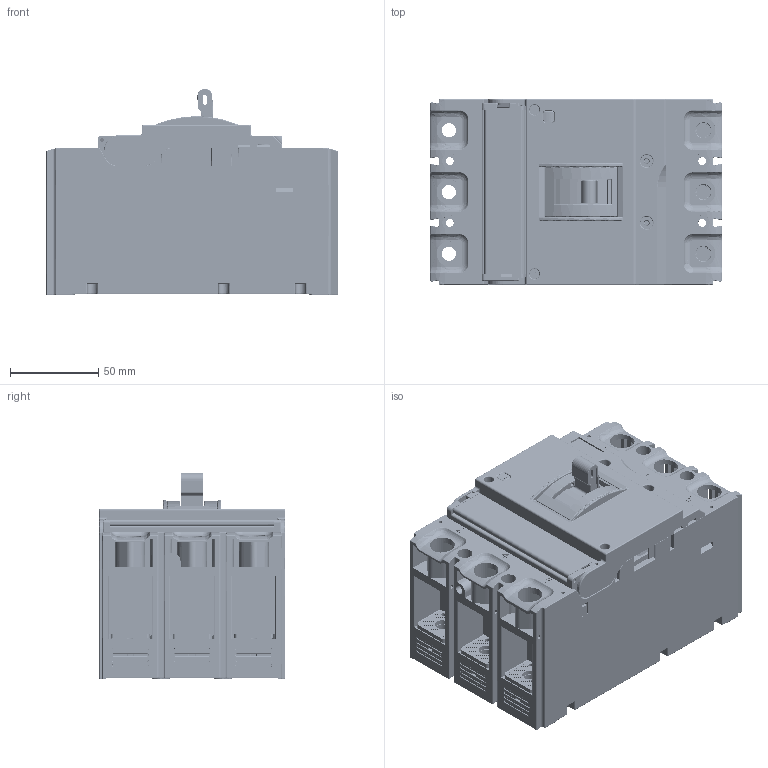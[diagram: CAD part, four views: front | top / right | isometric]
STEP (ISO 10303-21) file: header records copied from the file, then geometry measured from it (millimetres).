
FILE_DESCRIPTION (( 'STEP AP203' ), '1' );
FILE_NAME ('AV POWER-2-3-mccb-23-100-125-160-200-225-250-(TR-2.0-6.0)-av.STEP', '2022-08-17T06:03:11', ( '' ), ( '' ), 'SwSTEP 2.0', 'SolidWorks 2021', '' );
FILE_SCHEMA (( 'CONFIG_CONTROL_DESIGN' ));
Products named in the file (1): AV POWER-2-3-mccb-23-100-125-160-200-225-250-(TR-2.0-6.0)-av
Bounding box: 165 x 105 x 116.99 mm (x, y, z)
Surface area: 327395.1 mm2 (no closed solid volume)
Topology: 0 solids, 37 shells, 9655 faces, 25637 edges, 16103 vertices
Faces by surface type: plane 4819, cylinder 3441, bspline 1139, cone 136, torus 120
Entity records: 350571 total; most frequent: CARTESIAN_POINT 123766, ORIENTED_EDGE 50716, DIRECTION 42021, EDGE_CURVE 25360, VERTEX_POINT 16103, VECTOR 15419, LINE 15419, AXIS2_PLACEMENT_3D 13301
